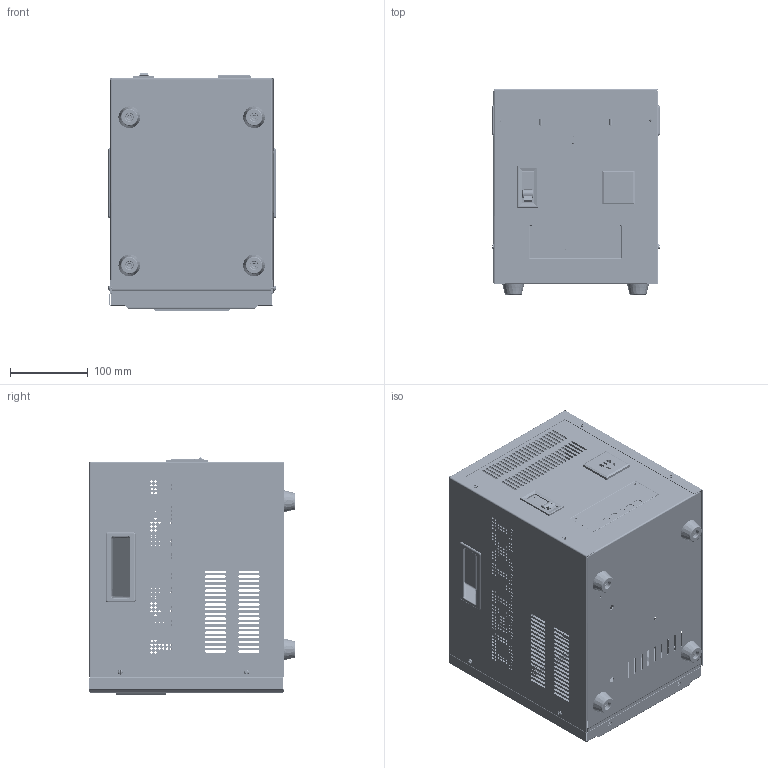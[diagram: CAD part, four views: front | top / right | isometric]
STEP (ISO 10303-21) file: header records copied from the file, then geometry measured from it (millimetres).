
FILE_DESCRIPTION (( 'STEP AP214' ), '1' );
FILE_NAME ('TND3-3KVA三维图-202508.STEP', '2025-08-19T06:46:30', ( 'China' ), ( 'Home' ), 'SwSTEP 2.0', 'SolidWorks 2020', '' );
FILE_SCHEMA (( 'AUTOMOTIVE_DESIGN' ));
Length unit declared in the file: millimetre
Products named in the file (18): 婦蚾蹟隊; そ遺; 5K枑忒; 6245珘儒啣; TND3-3KVA三维图-202508; TND2-3K菁釱; 諉盄傷赽; TND-2k砎々褐(詢僅13.6mm); 諉盄啣蚾饜极; 6245噩; 剿繚ん盓殤2; NCR-3.5K裔赽; 弊梓拻脣; TND3-3K醱啣; NCR-3-5K嶺踐; 諉盄啣; TND3珘儒そ軞蚾; DZ47等薊諾羲
Assembly tree (24 placements, depth 3):
  TND3-3KVA三维图-202508
    TND3-3K醱啣
    TND2-3K菁釱
    NCR-3.5K裔赽
    5K枑忒  x2
    弊梓拻脣
    諉盄啣蚾饜极
      諉盄啣
      諉盄傷赽
    剿繚ん盓殤2
    DZ47等薊諾羲
    NCR-3-5K嶺踐
    TND-2k砎々褐(詢僅13.6mm)  x4
    婦蚾蹟隊  x4
    TND3珘儒そ軞蚾
      そ遺
      6245噩
      6245珘儒啣
Bounding box: 215 x 263.77 x 305.02 mm (x, y, z)
Volume: 585384.1 mm3; surface area: 942847.5 mm2
Topology: 22 solids, 24 shells, 5006 faces, 13487 edges, 8783 vertices
Faces by surface type: plane 2546, cylinder 1891, bspline 383, torus 108, cone 70, sphere 8
Entity records: 199310 total; most frequent: CARTESIAN_POINT 42266, ORIENTED_EDGE 26098, DIRECTION 24883, EDGE_CURVE 13049, VERTEX_POINT 8520, AXIS2_PLACEMENT_3D 8311, LINE 8261, VECTOR 8261
